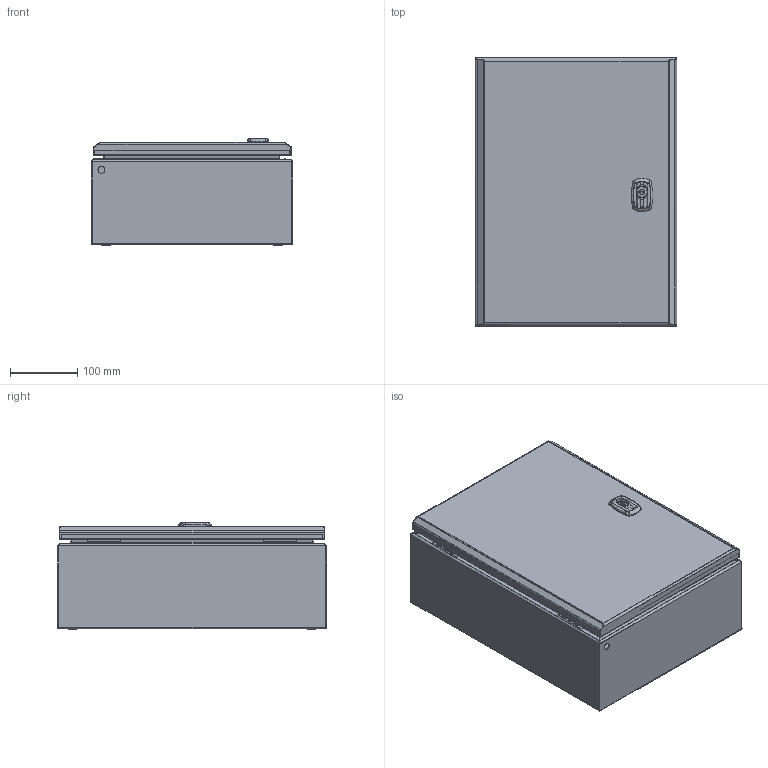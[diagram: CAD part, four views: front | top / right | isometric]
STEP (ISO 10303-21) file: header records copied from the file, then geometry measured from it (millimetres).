
FILE_DESCRIPTION(('STEP AP242'),'1');
FILE_NAME('nsys3dc4315.stp','2021-05-21T10:31:21',('TraceParts'),('TraceParts S.A.'),'Spatial InterOp 3D',' ',' ');
FILE_SCHEMA(('AP242_MANAGED_MODEL_BASED_3D_ENGINEERING_MIM_LF {1 0 10303 442 1 1 4}'));
Length unit declared in the file: millimetre
Products named in the file (1): nsys3dc4315|ENN4755AS_400X300X150_ASM_1_ASM_ASM_263#ENN4755AS_400X300X150_ASM_1_ASM_ASM|ENN4755AS_4X3X1_5_1_1_262#ENN4755AS_4X3X1_5_1_1;Solide1
Bounding box: 300 x 400 x 160.2 mm (x, y, z)
Volume: 515531 mm3; surface area: 1023997.3 mm2
Topology: 14 solids, 14 shells, 880 faces, 2139 edges, 1285 vertices
Faces by surface type: plane 316, cylinder 229, bspline 131, cone 100, torus 72, sphere 32
Entity records: 35088 total; most frequent: CARTESIAN_POINT 15381, ORIENTED_EDGE 4236, DIRECTION 3819, EDGE_CURVE 2118, AXIS2_PLACEMENT_3D 1430, VERTEX_POINT 1285, LINE 959, VECTOR 959
